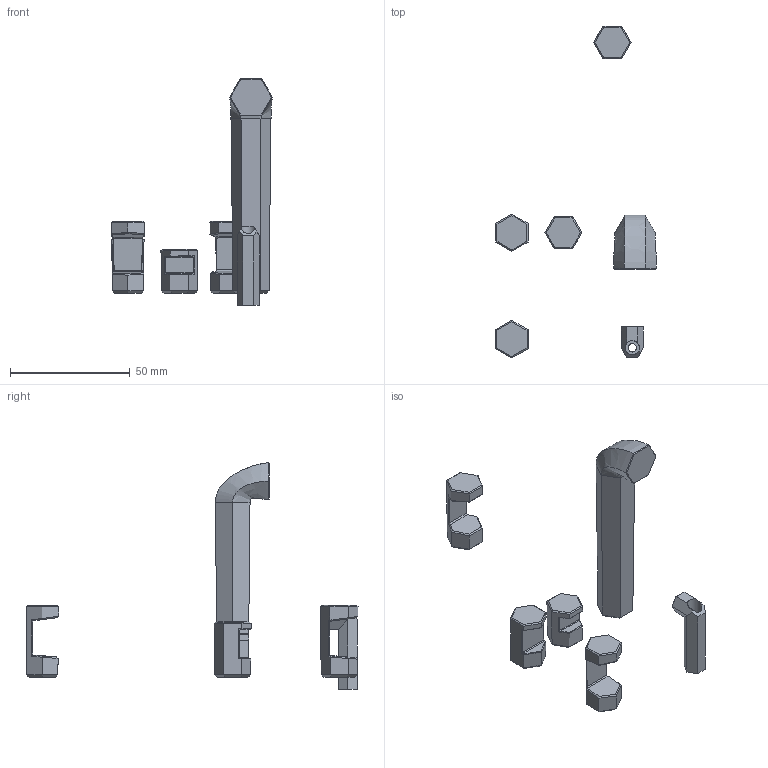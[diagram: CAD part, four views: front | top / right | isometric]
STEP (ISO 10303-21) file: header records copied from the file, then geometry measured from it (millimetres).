
FILE_DESCRIPTION(/* description */ (''),/* implementation_level */ '2;1');
FILE_NAME(/* name */ 'hooks v1.stp',/* time_stamp */ '2025-09-12T00:14:54+02:00',/* author */ (''),/* organization */ (''),/* preprocessor_version */ 'ST-DEVELOPER v20.1',/* originating_system */ 'Autodesk Translation Framework v14.10.0.0',/* authorisation */ '');
FILE_SCHEMA (('AUTOMOTIVE_DESIGN { 1 0 10303 214 3 1 1 }'));
Length unit declared in the file: millimetre
Products named in the file (1): hooks
Bounding box: 67.07 x 138.49 x 94.55 mm (x, y, z)
Volume: 30218.9 mm3; surface area: 13297.9 mm2
Topology: 7 solids, 7 shells, 264 faces, 618 edges, 368 vertices
Faces by surface type: plane 252, bspline 10, cylinder 2
Full cylindrical faces by diameter (mm): 3.5 x1, 6 x1
Entity records: 7400 total; most frequent: CARTESIAN_POINT 1461, ORIENTED_EDGE 1236, DIRECTION 1120, EDGE_CURVE 618, LINE 594, VECTOR 594, VERTEX_POINT 368, EDGE_LOOP 266
